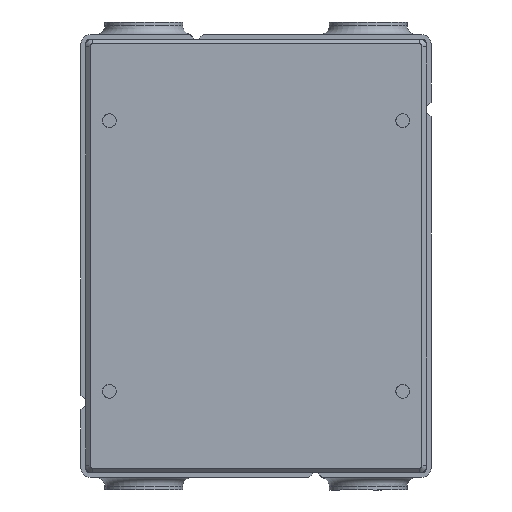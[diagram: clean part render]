
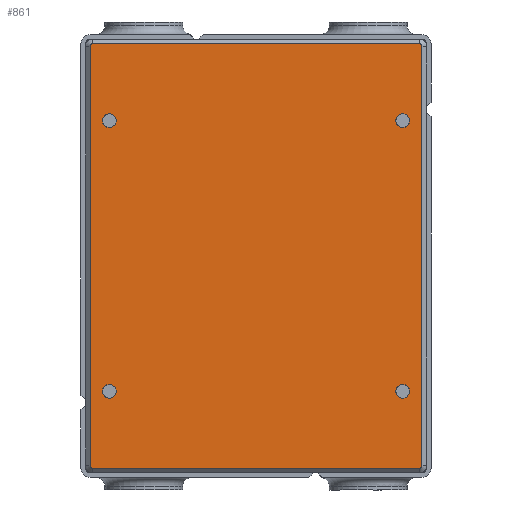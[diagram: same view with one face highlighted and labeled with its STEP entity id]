
A CAD part, front view. The second image highlights one B-rep face of the part: STEP entity #861.
In plain terms, the highlighted face is planar.
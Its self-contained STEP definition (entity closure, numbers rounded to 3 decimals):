
#806=FACE_BOUND('',#1026,.T.);
#807=FACE_BOUND('',#1027,.T.);
#808=FACE_BOUND('',#1028,.T.);
#809=FACE_BOUND('',#1029,.T.);
#810=FACE_BOUND('',#1030,.T.);
#861=ADVANCED_FACE('',(#806,#807,#808,#809,#810),#925,.F.);
#925=PLANE('',#1846);
#1026=EDGE_LOOP('',(#1221,#1222,#1223,#1224,#1225,#1226,#1227,#1228));
#1027=EDGE_LOOP('',(#1229));
#1028=EDGE_LOOP('',(#1230));
#1029=EDGE_LOOP('',(#1231));
#1030=EDGE_LOOP('',(#1232));
#1111=CIRCLE('',#1838,1.);
#1112=CIRCLE('',#1839,1.);
#1113=CIRCLE('',#1840,1.);
#1114=CIRCLE('',#1841,1.);
#1115=CIRCLE('',#1842,3.);
#1116=CIRCLE('',#1843,3.);
#1117=CIRCLE('',#1844,3.);
#1118=CIRCLE('',#1845,3.);
#1221=ORIENTED_EDGE('',*,*,#1548,.T.);
#1222=ORIENTED_EDGE('',*,*,#1549,.T.);
#1223=ORIENTED_EDGE('',*,*,#1550,.T.);
#1224=ORIENTED_EDGE('',*,*,#1551,.T.);
#1225=ORIENTED_EDGE('',*,*,#1552,.T.);
#1226=ORIENTED_EDGE('',*,*,#1553,.T.);
#1227=ORIENTED_EDGE('',*,*,#1554,.T.);
#1228=ORIENTED_EDGE('',*,*,#1555,.T.);
#1229=ORIENTED_EDGE('',*,*,#1556,.F.);
#1230=ORIENTED_EDGE('',*,*,#1557,.F.);
#1231=ORIENTED_EDGE('',*,*,#1558,.F.);
#1232=ORIENTED_EDGE('',*,*,#1559,.T.);
#1443=VERTEX_POINT('',#2351);
#1444=VERTEX_POINT('',#2352);
#1445=VERTEX_POINT('',#2354);
#1446=VERTEX_POINT('',#2356);
#1447=VERTEX_POINT('',#2358);
#1448=VERTEX_POINT('',#2360);
#1449=VERTEX_POINT('',#2362);
#1450=VERTEX_POINT('',#2364);
#1451=VERTEX_POINT('',#2367);
#1452=VERTEX_POINT('',#2369);
#1453=VERTEX_POINT('',#2371);
#1454=VERTEX_POINT('',#2373);
#1548=EDGE_CURVE('',#1443,#1444,#1672,.T.);
#1549=EDGE_CURVE('',#1444,#1445,#1111,.T.);
#1550=EDGE_CURVE('',#1445,#1446,#1673,.T.);
#1551=EDGE_CURVE('',#1446,#1447,#1112,.T.);
#1552=EDGE_CURVE('',#1447,#1448,#1674,.T.);
#1553=EDGE_CURVE('',#1448,#1449,#1113,.T.);
#1554=EDGE_CURVE('',#1449,#1450,#1675,.T.);
#1555=EDGE_CURVE('',#1450,#1443,#1114,.T.);
#1556=EDGE_CURVE('',#1451,#1451,#1115,.T.);
#1557=EDGE_CURVE('',#1452,#1452,#1116,.T.);
#1558=EDGE_CURVE('',#1453,#1453,#1117,.T.);
#1559=EDGE_CURVE('',#1454,#1454,#1118,.T.);
#1672=LINE('',#2350,#1754);
#1673=LINE('',#2355,#1755);
#1674=LINE('',#2359,#1756);
#1675=LINE('',#2363,#1757);
#1754=VECTOR('',#2018,1.);
#1755=VECTOR('',#2021,1.);
#1756=VECTOR('',#2024,1.);
#1757=VECTOR('',#2027,1.);
#1838=AXIS2_PLACEMENT_3D('',#2353,#2019,#2020);
#1839=AXIS2_PLACEMENT_3D('',#2357,#2022,#2023);
#1840=AXIS2_PLACEMENT_3D('',#2361,#2025,#2026);
#1841=AXIS2_PLACEMENT_3D('',#2365,#2028,#2029);
#1842=AXIS2_PLACEMENT_3D('',#2366,#2030,#2031);
#1843=AXIS2_PLACEMENT_3D('',#2368,#2032,#2033);
#1844=AXIS2_PLACEMENT_3D('',#2370,#2034,#2035);
#1845=AXIS2_PLACEMENT_3D('',#2372,#2036,#2037);
#1846=AXIS2_PLACEMENT_3D('',#2374,#2038,#2039);
#2018=DIRECTION('',(1.,0.,0.));
#2019=DIRECTION('',(0.,0.,-1.));
#2020=DIRECTION('',(1.,0.,0.));
#2021=DIRECTION('',(0.,-1.,0.));
#2022=DIRECTION('',(0.,0.,-1.));
#2023=DIRECTION('',(1.,0.,0.));
#2024=DIRECTION('',(-1.,0.,0.));
#2025=DIRECTION('',(0.,0.,-1.));
#2026=DIRECTION('',(1.,0.,0.));
#2027=DIRECTION('',(0.,1.,0.));
#2028=DIRECTION('',(0.,0.,-1.));
#2029=DIRECTION('',(1.,0.,0.));
#2030=DIRECTION('',(0.,0.,-1.));
#2031=DIRECTION('',(1.,0.,0.));
#2032=DIRECTION('',(0.,0.,-1.));
#2033=DIRECTION('',(1.,0.,0.));
#2034=DIRECTION('',(0.,0.,-1.));
#2035=DIRECTION('',(1.,0.,0.));
#2036=DIRECTION('',(0.,0.,1.));
#2037=DIRECTION('',(1.,0.,0.));
#2038=DIRECTION('',(0.,0.,1.));
#2039=DIRECTION('',(1.,0.,0.));
#2350=CARTESIAN_POINT('',(0.,92.723,0.));
#2351=CARTESIAN_POINT('',(-71.473,92.723,0.));
#2352=CARTESIAN_POINT('',(71.473,92.723,0.));
#2353=CARTESIAN_POINT('',(71.473,91.723,0.));
#2354=CARTESIAN_POINT('',(72.473,91.723,0.));
#2355=CARTESIAN_POINT('',(72.473,0.,0.));
#2356=CARTESIAN_POINT('',(72.473,-91.723,0.));
#2357=CARTESIAN_POINT('',(71.473,-91.723,0.));
#2358=CARTESIAN_POINT('',(71.473,-92.723,0.));
#2359=CARTESIAN_POINT('',(0.,-92.723,0.));
#2360=CARTESIAN_POINT('',(-71.473,-92.723,0.));
#2361=CARTESIAN_POINT('',(-71.473,-91.723,0.));
#2362=CARTESIAN_POINT('',(-72.473,-91.723,0.));
#2363=CARTESIAN_POINT('',(-72.473,0.,0.));
#2364=CARTESIAN_POINT('',(-72.473,91.723,0.));
#2365=CARTESIAN_POINT('',(-71.473,91.723,0.));
#2366=CARTESIAN_POINT('',(64.078,59.098,0.));
#2367=CARTESIAN_POINT('',(67.078,59.098,0.));
#2368=CARTESIAN_POINT('',(-64.078,59.098,0.));
#2369=CARTESIAN_POINT('',(-61.078,59.098,0.));
#2370=CARTESIAN_POINT('',(64.078,-59.098,0.));
#2371=CARTESIAN_POINT('',(67.078,-59.098,0.));
#2372=CARTESIAN_POINT('',(-64.078,-59.098,0.));
#2373=CARTESIAN_POINT('',(-61.078,-59.098,0.));
#2374=CARTESIAN_POINT('',(0.,0.,0.));
